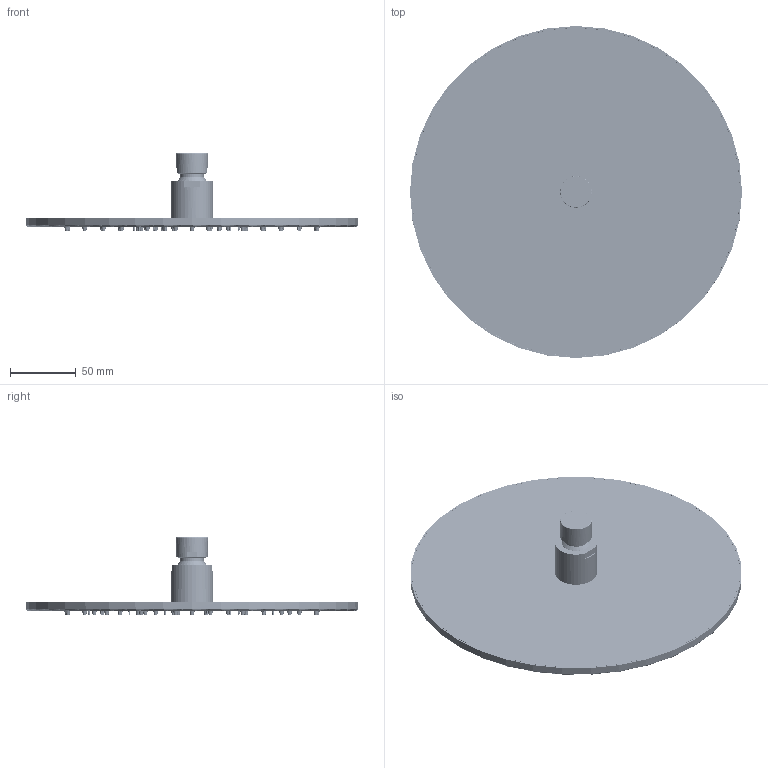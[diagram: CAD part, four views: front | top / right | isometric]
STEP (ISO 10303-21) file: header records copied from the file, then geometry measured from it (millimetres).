
FILE_DESCRIPTION(/* description */ (''),/* implementation_level */ '2;1');
FILE_NAME(/* name */ '3D_TVC000001000_Universal Beschriftung im Kopf muss raus_done.step',/* time_stamp */ '2023-02-13T09:44:46+01:00',/* author */ (''),/* organization */ (''),/* preprocessor_version */ 'ST-DEVELOPER v19.2',/* originating_system */ 'Autodesk Translation Framework v11.17.0.187',/* authorisation */ '');
FILE_SCHEMA (('AUTOMOTIVE_DESIGN { 1 0 10303 214 3 1 1 }'));
Length unit declared in the file: millimetre
Products named in the file (7): (Nicht gespeichert); MSBC0259-P1_ASM; STCB0402-XX; STLR0040-XX; STCB0403-P1; STNB0111-P1; STMB0394-P1
Assembly tree (6 placements, depth 3):
  (Nicht gespeichert)
    MSBC0259-P1_ASM
      STCB0402-XX
    STLR0040-XX
    STCB0403-P1
    STNB0111-P1
    STMB0394-P1
Bounding box: 252 x 252 x 58.82 mm (x, y, z)
Volume: 160243.9 mm3; surface area: 246142.4 mm2
Topology: 4 solids, 137 shells, 1774 faces, 4001 edges, 2665 vertices
Faces by surface type: cone 637, plane 464, cylinder 457, torus 215, sphere 1
Full cylindrical faces by diameter (mm): 2 x1, 3 x424, 5 x1, 7 x2, 8 x1, 18 x1, 24 x1, 32 x1, 37 x1, 43 x1, 118 x1, 126 x1, 249.4 x1, 249.6 x1, 252 x1
Entity records: 52555 total; most frequent: DIRECTION 10438, CARTESIAN_POINT 8458, ORIENTED_EDGE 7654, AXIS2_PLACEMENT_3D 4654, EDGE_CURVE 4000, CIRCLE 2867, EDGE_LOOP 2711, VERTEX_POINT 2665
